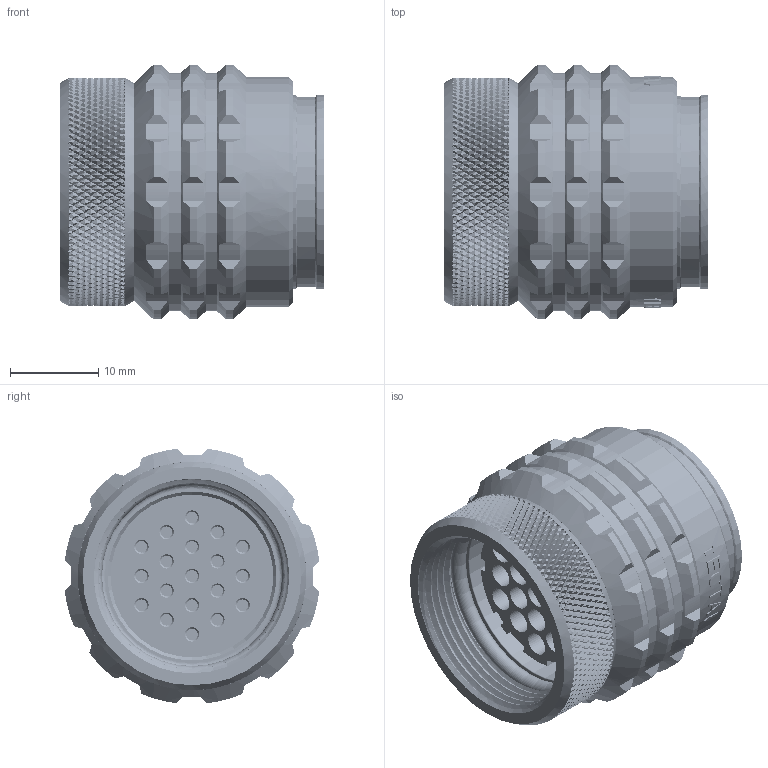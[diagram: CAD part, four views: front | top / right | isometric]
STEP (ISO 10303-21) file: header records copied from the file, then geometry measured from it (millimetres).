
FILE_DESCRIPTION((''),'2;1');
FILE_NAME('1332M319FS','2024-07-30T16:17:45',('paultorloting'),('NET AG system integration'),'CREO PARAMETRIC BY PTC INC, 2021404','CREO PARAMETRIC BY PTC INC, 2021404','');
FILE_SCHEMA(('AUTOMOTIVE_DESIGN { 1 0 10303 214 1 1 1 1 }'));
Products named in the file (1): 1332M319FS
Bounding box: 29.8 x 28.79 x 28.79 mm (x, y, z)
Volume: 10468 mm3; surface area: 17098.3 mm2
Topology: 1 solids, 37 shells, 9062 faces, 21003 edges, 12065 vertices
Faces by surface type: plane 5932, cylinder 2317, torus 310, cone 299, bspline 120, extrusion 76, sphere 8
Entity records: 328342 total; most frequent: CARTESIAN_POINT 75673, ORIENTED_EDGE 41850, DIRECTION 36031, EDGE_CURVE 20925, AXIS2_PLACEMENT_3D 12674, VERTEX_POINT 12065, VECTOR 10680, LINE 10604
